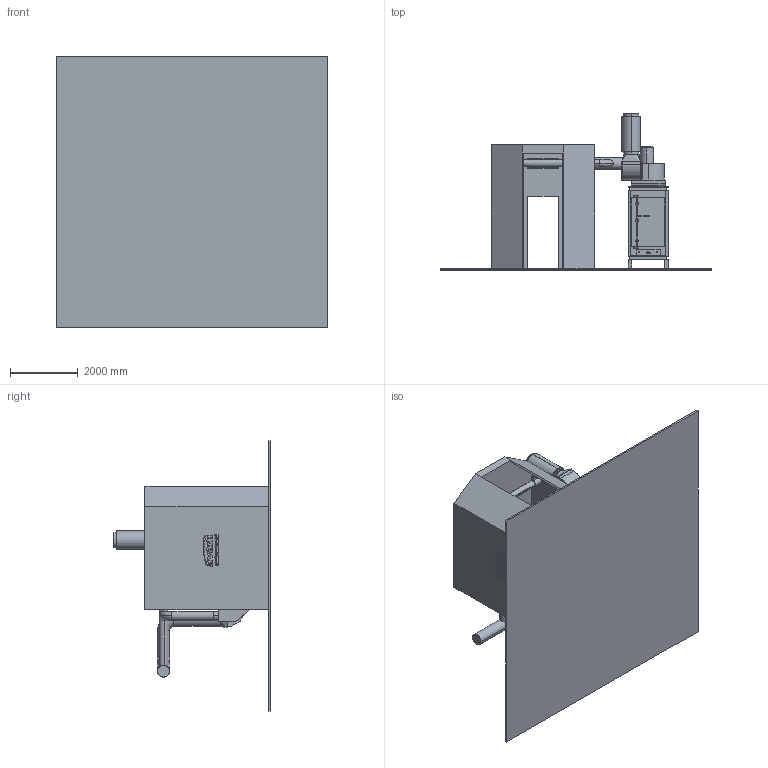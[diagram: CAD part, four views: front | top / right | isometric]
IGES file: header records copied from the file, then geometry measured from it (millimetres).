
Start section: SolidWorks IGES file using analytic representation for surfaces
Global section: file name: Robot cell ass(3).IGS; native system: SolidWorks 2008; preprocessor: SolidWorks 2008; author: owner; date: 120607.104207; units: millimetre
Bounding box: 8000 x 4625 x 8000 mm (x, y, z)
Surface area: 296898682.1 mm2 (no closed solid volume)
Topology: 0 solids, 0 shells, 3998 faces, 44066 edges, 44033 vertices
Faces by surface type: bspline 2691, revolution 1307
